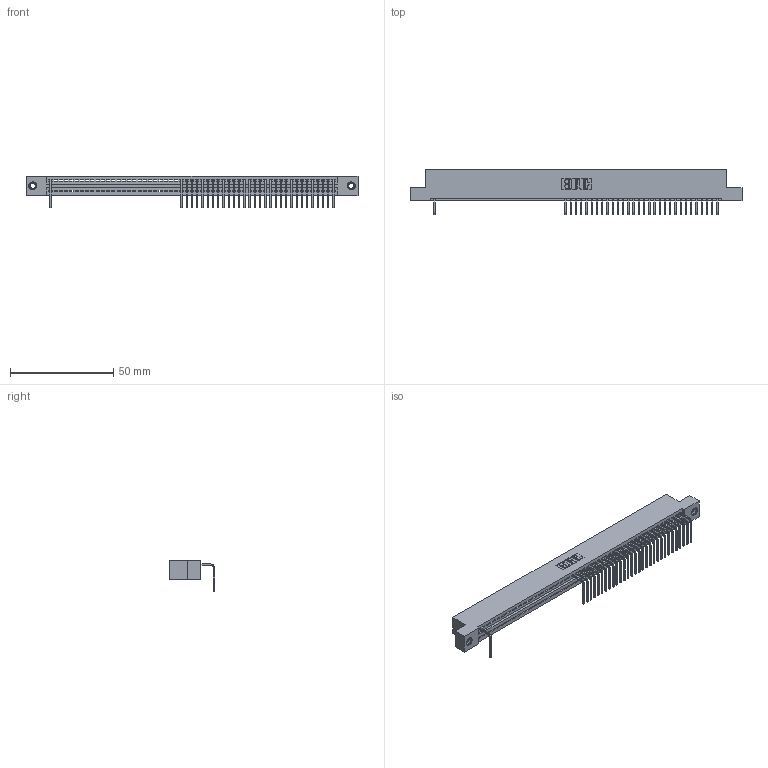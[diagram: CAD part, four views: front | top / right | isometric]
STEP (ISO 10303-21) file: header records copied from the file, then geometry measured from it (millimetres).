
FILE_DESCRIPTION (( 'STEP AP203' ), '1' );
FILE_NAME ('345-055-558-107.STEP', '2018-09-24T05:27:17', ( '' ), ( '' ), 'SwSTEP 2.0', 'SolidWorks 2016', '' );
FILE_SCHEMA (( 'CONFIG_CONTROL_DESIGN' ));
Length unit declared in the file: inch
Products named in the file (4): 345-250-001_345-250-005-103; 345-055-558-107; 345 Part_Flush Mounting Lugs - 0.156 Dia-TI; 345-292-001_558 Tail - 2
Assembly tree (34 placements, depth 2):
  345-055-558-107
    345 Part_Flush Mounting Lugs - 0.156 Dia-TI
    345-292-001_558 Tail - 2  x31
    345-250-001_345-250-005-103  x2
Bounding box: 160.91 x 21.83 x 15.37 mm (x, y, z)
Volume: 15204.7 mm3; surface area: 19562.4 mm2
Topology: 34 solids, 34 shells, 2430 faces, 7415 edges, 4894 vertices
Faces by surface type: plane 1750, cylinder 664, cone 12, torus 4
Entity records: 40146 total; most frequent: ORIENTED_EDGE 7050, CARTESIAN_POINT 7044, DIRECTION 6133, EDGE_CURVE 3525, VECTOR 3153, LINE 3153, VERTEX_POINT 2344, AXIS2_PLACEMENT_3D 1490
